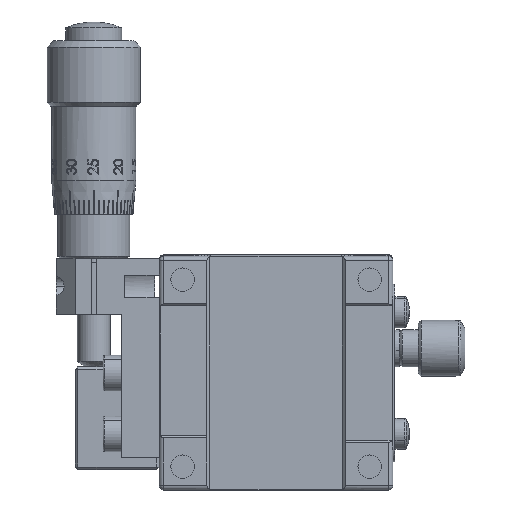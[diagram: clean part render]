
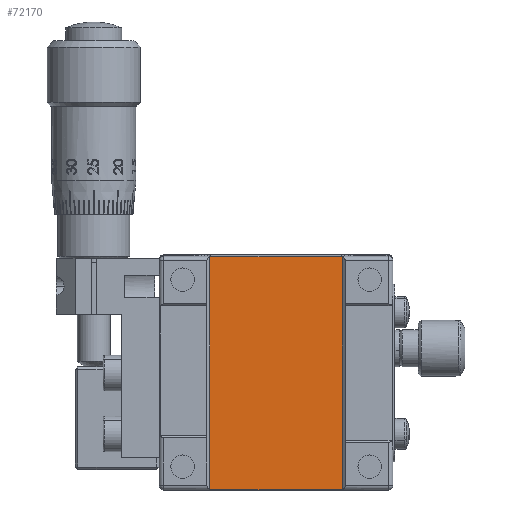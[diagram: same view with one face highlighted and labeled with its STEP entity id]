
A CAD part, front view. The second image highlights one B-rep face of the part: STEP entity #72170.
In plain terms, the highlighted planar face has unit normal (0, -1, 0).
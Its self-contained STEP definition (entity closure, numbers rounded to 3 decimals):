
#1617 = DIRECTION ( 'NONE',  ( 0., 1., 0. ) ) ;
#3067 = LINE ( 'NONE', #10201, #37003 ) ;
#6619 = EDGE_CURVE ( 'NONE', #6873, #65570, #40077, .T. ) ;
#6873 = VERTEX_POINT ( 'NONE', #70296 ) ;
#10201 = CARTESIAN_POINT ( 'NONE',  ( 7.1, 0.3, -12.5 ) ) ;
#11454 = CARTESIAN_POINT ( 'NONE',  ( 7.1, 0.3, 12.458 ) ) ;
#11898 = CARTESIAN_POINT ( 'NONE',  ( 7.1, 0.3, 12.458 ) ) ;
#12881 = ORIENTED_EDGE ( 'NONE', *, *, #6619, .F. ) ;
#13274 = VERTEX_POINT ( 'NONE', #11898 ) ;
#15100 = CARTESIAN_POINT ( 'NONE',  ( -7.1, 0.3, -12.5 ) ) ;
#15777 = CARTESIAN_POINT ( 'NONE',  ( 7.1, 0.3, -12.458 ) ) ;
#16249 = EDGE_CURVE ( 'NONE', #6873, #64839, #51838, .T. ) ;
#18530 = CARTESIAN_POINT ( 'NONE',  ( -7.1, 0.3, -12.5 ) ) ;
#19280 = EDGE_LOOP ( 'NONE', ( #12881, #28427, #42900, #60649 ) ) ;
#19644 = DIRECTION ( 'NONE',  ( 1., 0., 0. ) ) ;
#21126 = CARTESIAN_POINT ( 'NONE',  ( -7.1, 0.3, 12.458 ) ) ;
#24878 = VECTOR ( 'NONE', #66563, 1000. ) ;
#28427 = ORIENTED_EDGE ( 'NONE', *, *, #16249, .T. ) ;
#32006 = FACE_OUTER_BOUND ( 'NONE', #19280, .T. ) ;
#32879 = VECTOR ( 'NONE', #51384, 1000. ) ;
#37003 = VECTOR ( 'NONE', #67119, 1000. ) ;
#40077 = LINE ( 'NONE', #15100, #24878 ) ;
#41532 = DIRECTION ( 'NONE',  ( -1., 0., 0. ) ) ;
#42900 = ORIENTED_EDGE ( 'NONE', *, *, #49484, .T. ) ;
#49484 = EDGE_CURVE ( 'NONE', #64839, #13274, #3067, .T. ) ;
#50563 = AXIS2_PLACEMENT_3D ( 'NONE', #18530, #1617, #41532 ) ;
#51384 = DIRECTION ( 'NONE',  ( -1., 0., 0. ) ) ;
#51838 = LINE ( 'NONE', #59628, #67028 ) ;
#55574 = EDGE_CURVE ( 'NONE', #13274, #65570, #61460, .T. ) ;
#59628 = CARTESIAN_POINT ( 'NONE',  ( -7.1, 0.3, -12.458 ) ) ;
#60649 = ORIENTED_EDGE ( 'NONE', *, *, #55574, .T. ) ;
#61460 = LINE ( 'NONE', #11454, #32879 ) ;
#64839 = VERTEX_POINT ( 'NONE', #15777 ) ;
#65570 = VERTEX_POINT ( 'NONE', #21126 ) ;
#66563 = DIRECTION ( 'NONE',  ( 0., 0., 1. ) ) ;
#67028 = VECTOR ( 'NONE', #19644, 1000. ) ;
#67119 = DIRECTION ( 'NONE',  ( 0., 0., 1. ) ) ;
#70022 = PLANE ( 'NONE',  #50563 ) ;
#70296 = CARTESIAN_POINT ( 'NONE',  ( -7.1, 0.3, -12.458 ) ) ;
#72170 = ADVANCED_FACE ( 'NONE', ( #32006 ), #70022, .F. ) ;
